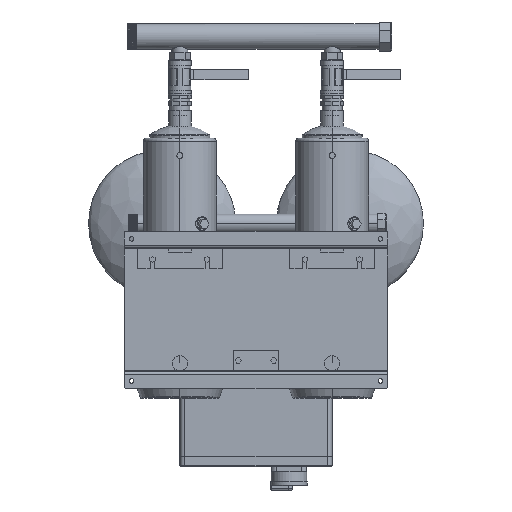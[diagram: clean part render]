
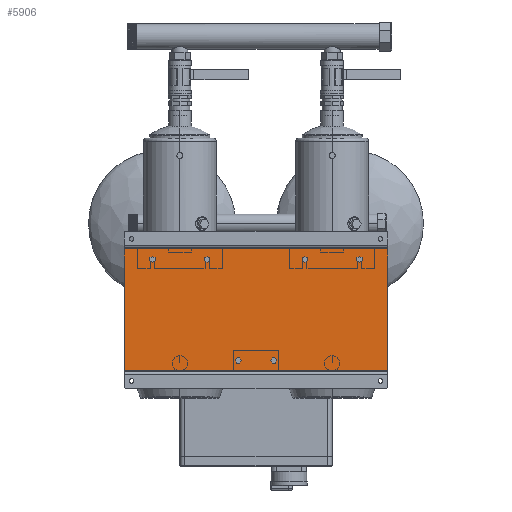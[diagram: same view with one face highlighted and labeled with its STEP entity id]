
A CAD part, front view. The second image highlights one B-rep face of the part: STEP entity #5906.
In plain terms, the highlighted planar face has unit normal (0, -1, 0).
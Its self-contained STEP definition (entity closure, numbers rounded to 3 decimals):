
#130 = VECTOR ( 'NONE', #3787, 1000. ) ;
#3787 = DIRECTION ( 'NONE',  ( 0., 0., -1. ) ) ;
#5614 = DIRECTION ( 'NONE',  ( 0., 0., 1. ) ) ;
#5906 = ADVANCED_FACE ( 'NONE', ( #26195 ), #82574, .F. ) ;
#6593 = VERTEX_POINT ( 'NONE', #59260 ) ;
#6814 = CARTESIAN_POINT ( 'NONE',  ( 260., 52., -120. ) ) ;
#6959 = VERTEX_POINT ( 'NONE', #28306 ) ;
#12309 = EDGE_CURVE ( 'NONE', #58738, #6593, #78871, .T. ) ;
#26195 = FACE_OUTER_BOUND ( 'NONE', #73434, .T. ) ;
#27377 = CARTESIAN_POINT ( 'NONE',  ( -260., 52., 120. ) ) ;
#28306 = CARTESIAN_POINT ( 'NONE',  ( -260., 52., -120. ) ) ;
#34710 = ORIENTED_EDGE ( 'NONE', *, *, #52710, .T. ) ;
#35537 = VERTEX_POINT ( 'NONE', #27377 ) ;
#37821 = CARTESIAN_POINT ( 'NONE',  ( -260., 52., -120. ) ) ;
#38601 = CARTESIAN_POINT ( 'NONE',  ( 260., 52., 120. ) ) ;
#39631 = CARTESIAN_POINT ( 'NONE',  ( 260., 52., -120. ) ) ;
#40723 = ORIENTED_EDGE ( 'NONE', *, *, #12309, .F. ) ;
#44508 = ORIENTED_EDGE ( 'NONE', *, *, #75739, .F. ) ;
#44807 = CARTESIAN_POINT ( 'NONE',  ( 260., 52., 120. ) ) ;
#45635 = VECTOR ( 'NONE', #52931, 1000. ) ;
#46197 = CARTESIAN_POINT ( 'NONE',  ( 260., 52., 120. ) ) ;
#52710 = EDGE_CURVE ( 'NONE', #58738, #35537, #59659, .T. ) ;
#52931 = DIRECTION ( 'NONE',  ( -1., 0., 0. ) ) ;
#58738 = VERTEX_POINT ( 'NONE', #44807 ) ;
#59260 = CARTESIAN_POINT ( 'NONE',  ( 260., 52., -120. ) ) ;
#59659 = LINE ( 'NONE', #46197, #45635 ) ;
#60110 = DIRECTION ( 'NONE',  ( -1., 0., 0. ) ) ;
#61806 = EDGE_CURVE ( 'NONE', #35537, #6959, #65118, .T. ) ;
#65118 = LINE ( 'NONE', #37821, #130 ) ;
#66918 = DIRECTION ( 'NONE',  ( 0., 1., 0. ) ) ;
#68090 = LINE ( 'NONE', #6814, #76636 ) ;
#71112 = VECTOR ( 'NONE', #73491, 1000. ) ;
#73434 = EDGE_LOOP ( 'NONE', ( #76836, #44508, #40723, #34710 ) ) ;
#73491 = DIRECTION ( 'NONE',  ( 0., 0., -1. ) ) ;
#75739 = EDGE_CURVE ( 'NONE', #6593, #6959, #68090, .T. ) ;
#76636 = VECTOR ( 'NONE', #60110, 1000. ) ;
#76836 = ORIENTED_EDGE ( 'NONE', *, *, #61806, .T. ) ;
#78871 = LINE ( 'NONE', #38601, #71112 ) ;
#82574 = PLANE ( 'NONE',  #88620 ) ;
#88620 = AXIS2_PLACEMENT_3D ( 'NONE', #39631, #66918, #5614 ) ;
